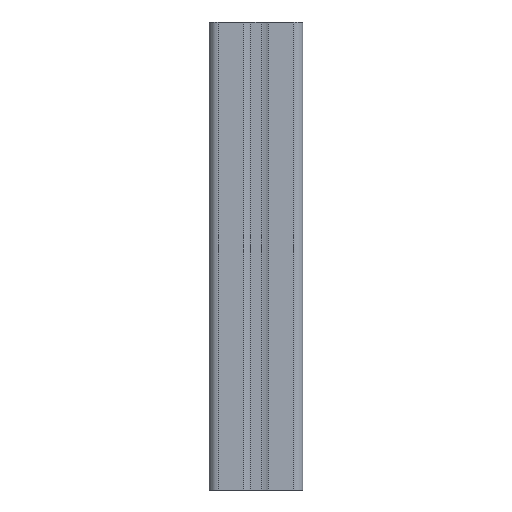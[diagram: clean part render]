
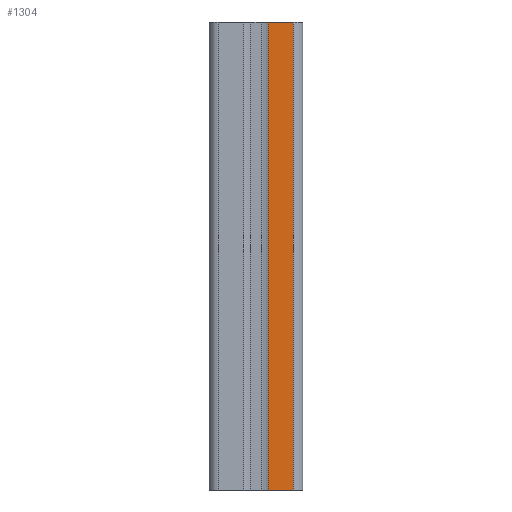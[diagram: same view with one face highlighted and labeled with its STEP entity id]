
A CAD part, front view. The second image highlights one B-rep face of the part: STEP entity #1304.
In plain terms, the highlighted planar face has unit normal (0, -1, 0).
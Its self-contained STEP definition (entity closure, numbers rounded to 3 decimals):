
#145=FACE_OUTER_BOUND('',#212,.T.);
#212=EDGE_LOOP('',(#998,#999,#1000,#1001));
#283=LINE('',#1966,#419);
#329=LINE('',#2098,#465);
#330=LINE('',#2100,#466);
#331=LINE('',#2101,#467);
#419=VECTOR('',#1571,100.);
#465=VECTOR('',#1701,5.4);
#466=VECTOR('',#1702,100.);
#467=VECTOR('',#1703,5.4);
#554=VERTEX_POINT('',#1962);
#556=VERTEX_POINT('',#1965);
#600=VERTEX_POINT('',#2097);
#601=VERTEX_POINT('',#2099);
#701=EDGE_CURVE('',#556,#554,#283,.T.);
#767=EDGE_CURVE('',#600,#554,#329,.T.);
#768=EDGE_CURVE('',#601,#600,#330,.T.);
#769=EDGE_CURVE('',#556,#601,#331,.T.);
#998=ORIENTED_EDGE('',*,*,#701,.T.);
#999=ORIENTED_EDGE('',*,*,#767,.F.);
#1000=ORIENTED_EDGE('',*,*,#768,.F.);
#1001=ORIENTED_EDGE('',*,*,#769,.F.);
#1248=PLANE('',#1409);
#1304=ADVANCED_FACE('',(#145),#1248,.T.);
#1409=AXIS2_PLACEMENT_3D('',#2096,#1699,#1700);
#1571=DIRECTION('',(0.,0.,-1.));
#1699=DIRECTION('center_axis',(0.,-1.,0.));
#1700=DIRECTION('ref_axis',(1.,0.,0.));
#1701=DIRECTION('',(-1.,0.,0.));
#1702=DIRECTION('',(0.,0.,-1.));
#1703=DIRECTION('',(1.,0.,0.));
#1962=CARTESIAN_POINT('',(2.6,-10.,0.));
#1965=CARTESIAN_POINT('',(2.6,-10.,100.));
#1966=CARTESIAN_POINT('',(2.6,-10.,50.));
#2096=CARTESIAN_POINT('Origin',(-10.,-10.,0.));
#2097=CARTESIAN_POINT('',(8.,-10.,0.));
#2098=CARTESIAN_POINT('',(10.,-10.,0.));
#2099=CARTESIAN_POINT('',(8.,-10.,100.));
#2100=CARTESIAN_POINT('',(8.,-10.,0.));
#2101=CARTESIAN_POINT('',(10.,-10.,100.));
